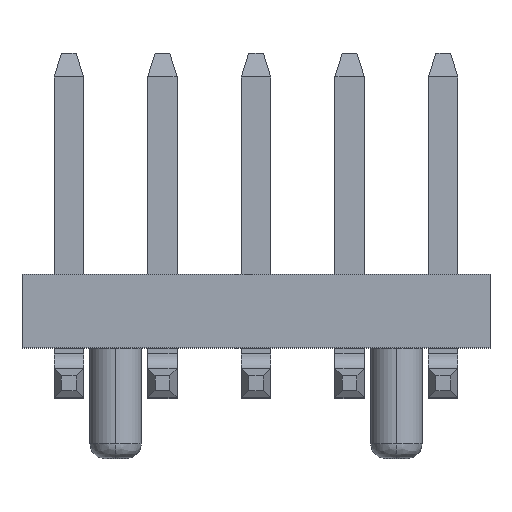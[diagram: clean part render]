
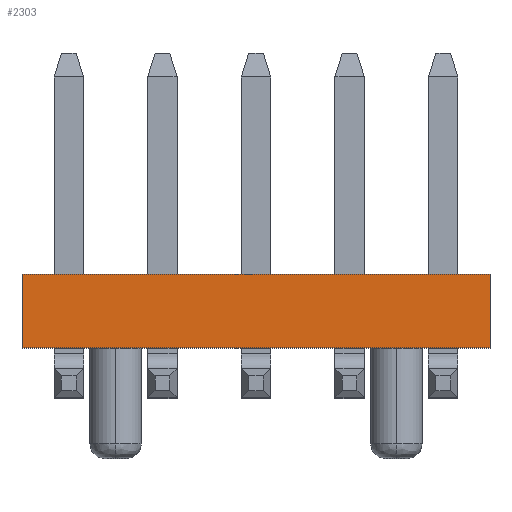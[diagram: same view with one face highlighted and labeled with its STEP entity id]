
A CAD part, top view. The second image highlights one B-rep face of the part: STEP entity #2303.
In plain terms, the highlighted planar face has unit normal (0, 0, 1).
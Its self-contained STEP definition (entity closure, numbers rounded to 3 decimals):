
#652=DIRECTION('',(1.,0.,0.));
#653=VECTOR('',#652,6.35);
#654=CARTESIAN_POINT('',(-0.635,-1.,1.7));
#655=LINE('',#654,#653);
#1049=DIRECTION('',(1.,0.,0.));
#1050=VECTOR('',#1049,6.35);
#1051=CARTESIAN_POINT('',(-0.635,0.,1.7));
#1052=LINE('',#1051,#1050);
#1070=DIRECTION('',(0.,1.,0.));
#1071=VECTOR('',#1070,1.);
#1072=CARTESIAN_POINT('',(5.715,-1.,1.7));
#1073=LINE('',#1072,#1071);
#1084=DIRECTION('',(0.,-1.,0.));
#1085=VECTOR('',#1084,1.);
#1086=CARTESIAN_POINT('',(-0.635,0.,1.7));
#1087=LINE('',#1086,#1085);
#1099=CARTESIAN_POINT('',(-0.635,0.,1.7));
#1101=VERTEX_POINT('',#1099);
#1230=CARTESIAN_POINT('',(5.715,0.,1.7));
#1232=VERTEX_POINT('',#1230);
#1283=CARTESIAN_POINT('',(-0.635,-1.,1.7));
#1285=VERTEX_POINT('',#1283);
#1291=CARTESIAN_POINT('',(5.715,-1.,1.7));
#1293=VERTEX_POINT('',#1291);
#2290=CARTESIAN_POINT('',(-0.635,0.,1.7));
#2291=DIRECTION('',(0.,0.,1.));
#2292=DIRECTION('',(1.,0.,0.));
#2293=AXIS2_PLACEMENT_3D('',#2290,#2291,#2292);
#2294=PLANE('',#2293);
#2296=ORIENTED_EDGE('',*,*,#2295,.F.);
#2297=ORIENTED_EDGE('',*,*,#1475,.F.);
#2299=ORIENTED_EDGE('',*,*,#2298,.F.);
#2300=ORIENTED_EDGE('',*,*,#1307,.T.);
#2301=EDGE_LOOP('',(#2296,#2297,#2299,#2300));
#2302=FACE_OUTER_BOUND('',#2301,.F.);
#2303=ADVANCED_FACE('',(#2302),#2294,.T.);
#1307=EDGE_CURVE('',#1101,#1232,#1052,.T.);
#1475=EDGE_CURVE('',#1285,#1293,#655,.T.);
#2295=EDGE_CURVE('',#1293,#1232,#1073,.T.);
#2298=EDGE_CURVE('',#1101,#1285,#1087,.T.);
